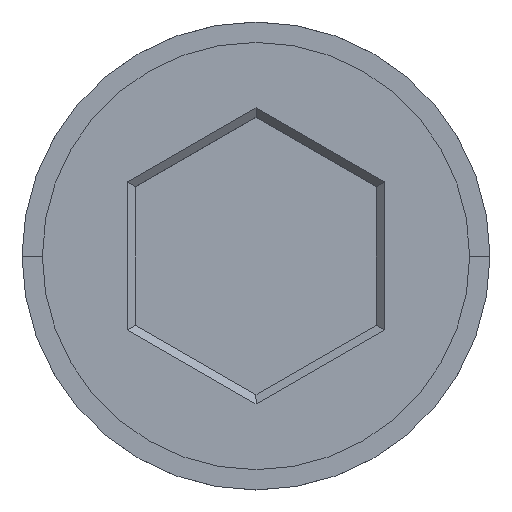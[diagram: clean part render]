
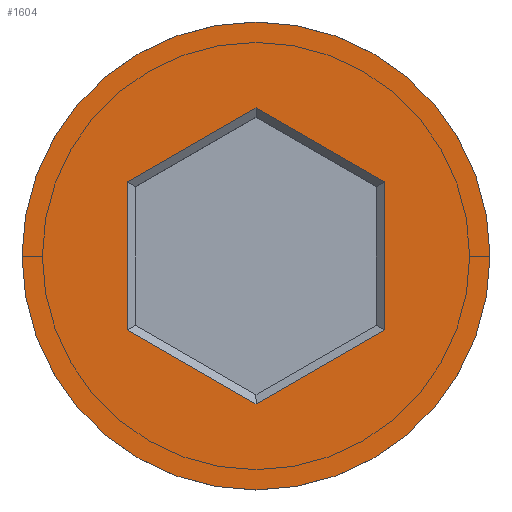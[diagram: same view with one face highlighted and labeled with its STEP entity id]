
A CAD part, top view. The second image highlights one B-rep face of the part: STEP entity #1604.
In plain terms, the highlighted planar face has unit normal (0, 0, 1).
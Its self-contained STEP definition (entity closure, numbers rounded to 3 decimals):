
#63 = CARTESIAN_POINT ( 'NONE',  ( 0., 0., 0. ) ) ;
#75 = DIRECTION ( 'NONE',  ( 0., 0., 1. ) ) ;
#112 = FACE_BOUND ( 'NONE', #1223, .T. ) ;
#129 = CARTESIAN_POINT ( 'NONE',  ( -3.15, -1.819, 0. ) ) ;
#139 = CIRCLE ( 'NONE', #1298, 5.75 ) ;
#146 = ORIENTED_EDGE ( 'NONE', *, *, #408, .T. ) ;
#147 = VERTEX_POINT ( 'NONE', #129 ) ;
#149 = LINE ( 'NONE', #1243, #1153 ) ;
#187 = VECTOR ( 'NONE', #511, 1000. ) ;
#222 = LINE ( 'NONE', #1112, #336 ) ;
#237 = CARTESIAN_POINT ( 'NONE',  ( 3.15, -1.819, 0. ) ) ;
#266 = CARTESIAN_POINT ( 'NONE',  ( 0.1, -3.58, 0. ) ) ;
#276 = VERTEX_POINT ( 'NONE', #1074 ) ;
#293 = CARTESIAN_POINT ( 'NONE',  ( -5.75, 0., 0. ) ) ;
#306 = CARTESIAN_POINT ( 'NONE',  ( 3.05, 1.876, 0. ) ) ;
#309 = VERTEX_POINT ( 'NONE', #293 ) ;
#336 = VECTOR ( 'NONE', #1085, 1000. ) ;
#339 = EDGE_CURVE ( 'NONE', #363, #1208, #222, .T. ) ;
#357 = ORIENTED_EDGE ( 'NONE', *, *, #1370, .T. ) ;
#363 = VERTEX_POINT ( 'NONE', #1131 ) ;
#408 = EDGE_CURVE ( 'NONE', #276, #147, #872, .T. ) ;
#431 = LINE ( 'NONE', #1051, #1432 ) ;
#456 = PLANE ( 'NONE',  #1466 ) ;
#489 = ORIENTED_EDGE ( 'NONE', *, *, #339, .T. ) ;
#511 = DIRECTION ( 'NONE',  ( -0.866, -0.5, 0. ) ) ;
#640 = DIRECTION ( 'NONE',  ( 0.866, 0.5, 0. ) ) ;
#677 = DIRECTION ( 'NONE',  ( 0.866, -0.5, 0. ) ) ;
#715 = DIRECTION ( 'NONE',  ( 1., 0., 0. ) ) ;
#745 = EDGE_CURVE ( 'NONE', #943, #309, #1330, .T. ) ;
#761 = CARTESIAN_POINT ( 'NONE',  ( 0., 3.637, 0. ) ) ;
#766 = VERTEX_POINT ( 'NONE', #1444 ) ;
#800 = EDGE_CURVE ( 'NONE', #766, #1390, #149, .T. ) ;
#807 = CARTESIAN_POINT ( 'NONE',  ( 5.75, 0., 0. ) ) ;
#872 = LINE ( 'NONE', #1258, #963 ) ;
#943 = VERTEX_POINT ( 'NONE', #807 ) ;
#963 = VECTOR ( 'NONE', #1398, 1000. ) ;
#979 = EDGE_CURVE ( 'NONE', #309, #943, #139, .T. ) ;
#985 = ORIENTED_EDGE ( 'NONE', *, *, #979, .T. ) ;
#1051 = CARTESIAN_POINT ( 'NONE',  ( -3.15, 1.703, 0. ) ) ;
#1064 = DIRECTION ( 'NONE',  ( 0., 0., 1. ) ) ;
#1074 = CARTESIAN_POINT ( 'NONE',  ( 0., -3.637, 0. ) ) ;
#1085 = DIRECTION ( 'NONE',  ( 0., -1., 0. ) ) ;
#1112 = CARTESIAN_POINT ( 'NONE',  ( 3.15, -1.703, 0. ) ) ;
#1131 = CARTESIAN_POINT ( 'NONE',  ( 3.15, 1.819, 0. ) ) ;
#1153 = VECTOR ( 'NONE', #640, 1000. ) ;
#1154 = VECTOR ( 'NONE', #677, 1000. ) ;
#1159 = ORIENTED_EDGE ( 'NONE', *, *, #1524, .T. ) ;
#1165 = ORIENTED_EDGE ( 'NONE', *, *, #1531, .T. ) ;
#1208 = VERTEX_POINT ( 'NONE', #237 ) ;
#1223 = EDGE_LOOP ( 'NONE', ( #146, #1159, #1319, #1165, #489, #357 ) ) ;
#1243 = CARTESIAN_POINT ( 'NONE',  ( -0.1, 3.58, 0. ) ) ;
#1258 = CARTESIAN_POINT ( 'NONE',  ( -3.05, -1.876, 0. ) ) ;
#1269 = AXIS2_PLACEMENT_3D ( 'NONE', #1453, #75, #715 ) ;
#1296 = DIRECTION ( 'NONE',  ( 0., 1., 0. ) ) ;
#1298 = AXIS2_PLACEMENT_3D ( 'NONE', #63, #1064, #1316 ) ;
#1316 = DIRECTION ( 'NONE',  ( 1., 0., 0. ) ) ;
#1319 = ORIENTED_EDGE ( 'NONE', *, *, #800, .T. ) ;
#1323 = DIRECTION ( 'NONE',  ( 0., 0., 1. ) ) ;
#1330 = CIRCLE ( 'NONE', #1269, 5.75 ) ;
#1370 = EDGE_CURVE ( 'NONE', #1208, #276, #1389, .T. ) ;
#1389 = LINE ( 'NONE', #266, #187 ) ;
#1390 = VERTEX_POINT ( 'NONE', #761 ) ;
#1398 = DIRECTION ( 'NONE',  ( -0.866, 0.5, 0. ) ) ;
#1404 = EDGE_LOOP ( 'NONE', ( #1577, #985 ) ) ;
#1409 = LINE ( 'NONE', #306, #1154 ) ;
#1432 = VECTOR ( 'NONE', #1296, 1000. ) ;
#1444 = CARTESIAN_POINT ( 'NONE',  ( -3.15, 1.819, 0. ) ) ;
#1453 = CARTESIAN_POINT ( 'NONE',  ( 0., 0., 0. ) ) ;
#1466 = AXIS2_PLACEMENT_3D ( 'NONE', #1474, #1323, #1579 ) ;
#1467 = FACE_OUTER_BOUND ( 'NONE', #1404, .T. ) ;
#1474 = CARTESIAN_POINT ( 'NONE',  ( 0., 0., 0. ) ) ;
#1524 = EDGE_CURVE ( 'NONE', #147, #766, #431, .T. ) ;
#1531 = EDGE_CURVE ( 'NONE', #1390, #363, #1409, .T. ) ;
#1577 = ORIENTED_EDGE ( 'NONE', *, *, #745, .T. ) ;
#1579 = DIRECTION ( 'NONE',  ( 1., 0., 0. ) ) ;
#1604 = ADVANCED_FACE ( 'NONE', ( #112, #1467 ), #456, .T. ) ;
